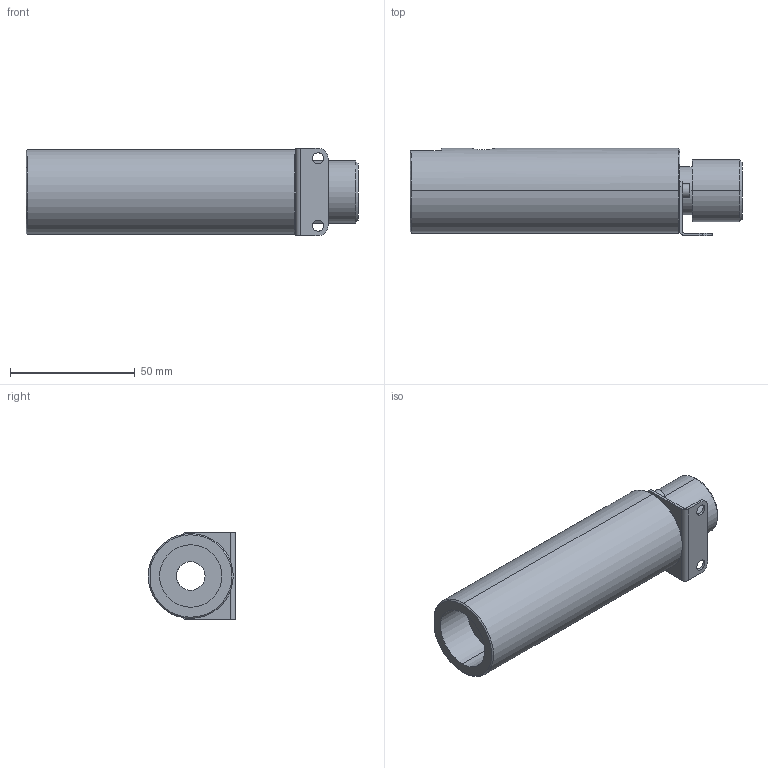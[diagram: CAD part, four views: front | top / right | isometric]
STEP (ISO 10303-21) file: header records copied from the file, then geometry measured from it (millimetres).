
FILE_DESCRIPTION (( 'STEP AP214' ), '1' );
FILE_NAME ('ZH10-B-X249.STEP', '2015-01-23T06:49:25', ( 'SONIC' ), ( 'UNITCOM PC' ), 'SwSTEP 2.0', 'SolidWorks 2014', '' );
FILE_SCHEMA (( 'AUTOMOTIVE_DESIGN' ));
Length unit declared in the file: millimetre
Products named in the file (3): ZH10-B-X249; ZH10-B-X249_Bracket
Assembly tree (2 placements, depth 2):
  ZH10-B-X249
    ZH10-B-X249
    ZH10-B-X249_Bracket
Bounding box: 133 x 35 x 35 mm (x, y, z)
Volume: 88476.2 mm3; surface area: 23597.5 mm2
Topology: 2 solids, 2 shells, 113 faces, 267 edges, 169 vertices
Faces by surface type: cylinder 51, plane 42, cone 20
Entity records: 3469 total; most frequent: CARTESIAN_POINT 687, DIRECTION 601, ORIENTED_EDGE 518, EDGE_CURVE 259, AXIS2_PLACEMENT_3D 233, VERTEX_POINT 169, EDGE_LOOP 140, VECTOR 135
